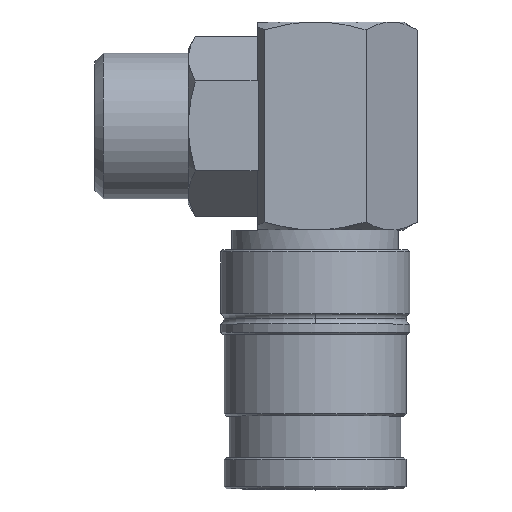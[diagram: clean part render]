
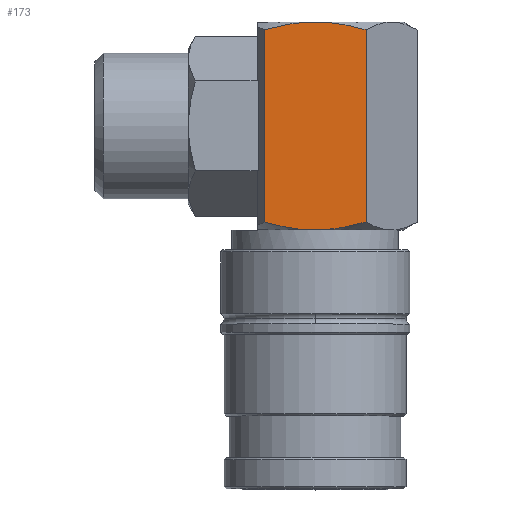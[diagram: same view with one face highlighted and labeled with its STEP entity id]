
A CAD part, top view. The second image highlights one B-rep face of the part: STEP entity #173.
In plain terms, the highlighted planar face has unit normal (0, 0, 1).
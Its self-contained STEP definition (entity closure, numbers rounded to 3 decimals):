
#173=ADVANCED_FACE('',(#400),#401,.T.);
#400=FACE_OUTER_BOUND('',#683,.T.);
#401=PLANE('',#684);
#683=EDGE_LOOP('',(#1123,#1124,#1125,#1126,#1127,#1128));
#684=AXIS2_PLACEMENT_3D('',#1129,#1130,#1131);
#1123=ORIENTED_EDGE('',*,*,#1785,.F.);
#1124=ORIENTED_EDGE('',*,*,#1786,.T.);
#1125=ORIENTED_EDGE('',*,*,#1709,.F.);
#1126=ORIENTED_EDGE('',*,*,#1787,.F.);
#1127=ORIENTED_EDGE('',*,*,#1788,.F.);
#1128=ORIENTED_EDGE('',*,*,#1756,.F.);
#1129=CARTESIAN_POINT('',(0.,46.0,8.5));
#1130=DIRECTION('',(0.,0.0,1.0));
#1131=DIRECTION('',(-1.0,0.,0.));
#1709=EDGE_CURVE('',#2060,#2062,#2063,.T.);
#1756=EDGE_CURVE('',#2136,#2137,#2138,.T.);
#1785=EDGE_CURVE('',#2179,#2136,#2180,.T.);
#1786=EDGE_CURVE('',#2179,#2062,#2181,.T.);
#1787=EDGE_CURVE('',#2182,#2060,#2183,.T.);
#1788=EDGE_CURVE('',#2137,#2182,#2184,.T.);
#2060=VERTEX_POINT('',#2626);
#2062=VERTEX_POINT('',#2628);
#2063=(B_SPLINE_CURVE(2,(#2630,#2631,#2632,#2633,#2634),.UNSPECIFIED.,.F.,.F.)B_SPLINE_CURVE_WITH_KNOTS((3,2,3),(0.0,4.984,9.968),.UNSPECIFIED.)RATIONAL_B_SPLINE_CURVE((1.0,1.038,1.0,1.038,1.0))BOUNDED_CURVE()REPRESENTATION_ITEM('')GEOMETRIC_REPRESENTATION_ITEM()CURVE());
#2136=VERTEX_POINT('',#2805);
#2137=VERTEX_POINT('',#2806);
#2138=(B_SPLINE_CURVE(2,(#2808,#2809,#2810,#2811,#2812),.UNSPECIFIED.,.F.,.F.)B_SPLINE_CURVE_WITH_KNOTS((3,2,3),(0.0,4.984,9.968),.UNSPECIFIED.)RATIONAL_B_SPLINE_CURVE((1.0,1.038,1.0,1.038,1.0))BOUNDED_CURVE()REPRESENTATION_ITEM('')GEOMETRIC_REPRESENTATION_ITEM()CURVE());
#2179=VERTEX_POINT('',#2919);
#2180=(B_SPLINE_CURVE(2,(#2921,#2922,#2923,#2924,#2925),.UNSPECIFIED.,.F.,.F.)B_SPLINE_CURVE_WITH_KNOTS((3,2,3),(0.0,4.984,9.968),.UNSPECIFIED.)RATIONAL_B_SPLINE_CURVE((1.0,1.038,1.0,1.038,1.0))BOUNDED_CURVE()REPRESENTATION_ITEM('')GEOMETRIC_REPRESENTATION_ITEM()CURVE());
#2181=LINE('',#2932,#2933);
#2182=VERTEX_POINT('',#2934);
#2183=(B_SPLINE_CURVE(2,(#2936,#2937,#2938,#2939,#2940),.UNSPECIFIED.,.F.,.F.)B_SPLINE_CURVE_WITH_KNOTS((3,2,3),(0.0,4.984,9.968),.UNSPECIFIED.)RATIONAL_B_SPLINE_CURVE((1.0,1.038,1.0,1.038,1.0))BOUNDED_CURVE()REPRESENTATION_ITEM('')GEOMETRIC_REPRESENTATION_ITEM()CURVE());
#2184=LINE('',#2947,#2948);
#2626=CARTESIAN_POINT('',(0.,25.0,8.5));
#2628=CARTESIAN_POINT('',(-4.907,25.759,8.5));
#2630=CARTESIAN_POINT('',(4.913,25.761,8.5));
#2631=CARTESIAN_POINT('',(2.28,25.0,8.5));
#2632=CARTESIAN_POINT('',(0.,25.0,8.5));
#2633=CARTESIAN_POINT('',(-2.28,25.0,8.5));
#2634=CARTESIAN_POINT('',(-4.913,25.761,8.5));
#2805=CARTESIAN_POINT('',(0.,45.0,8.5));
#2806=CARTESIAN_POINT('',(4.907,44.241,8.5));
#2808=CARTESIAN_POINT('',(-4.913,44.239,8.5));
#2809=CARTESIAN_POINT('',(-2.28,45.0,8.5));
#2810=CARTESIAN_POINT('',(0.,45.0,8.5));
#2811=CARTESIAN_POINT('',(2.28,45.0,8.5));
#2812=CARTESIAN_POINT('',(4.913,44.239,8.5));
#2919=CARTESIAN_POINT('',(-4.907,44.241,8.5));
#2921=CARTESIAN_POINT('',(-4.913,44.239,8.5));
#2922=CARTESIAN_POINT('',(-2.28,45.0,8.5));
#2923=CARTESIAN_POINT('',(0.,45.0,8.5));
#2924=CARTESIAN_POINT('',(2.28,45.0,8.5));
#2925=CARTESIAN_POINT('',(4.913,44.239,8.5));
#2932=CARTESIAN_POINT('',(-4.907,46.0,8.5));
#2933=VECTOR('',#3494,1.0);
#2934=CARTESIAN_POINT('',(4.907,25.759,8.5));
#2936=CARTESIAN_POINT('',(4.913,25.761,8.5));
#2937=CARTESIAN_POINT('',(2.28,25.0,8.5));
#2938=CARTESIAN_POINT('',(0.,25.0,8.5));
#2939=CARTESIAN_POINT('',(-2.28,25.0,8.5));
#2940=CARTESIAN_POINT('',(-4.913,25.761,8.5));
#2947=CARTESIAN_POINT('',(4.907,46.0,8.5));
#2948=VECTOR('',#3495,1.0);
#3494=DIRECTION('',(0.,-1.0,0.));
#3495=DIRECTION('',(0.,-1.0,0.));
